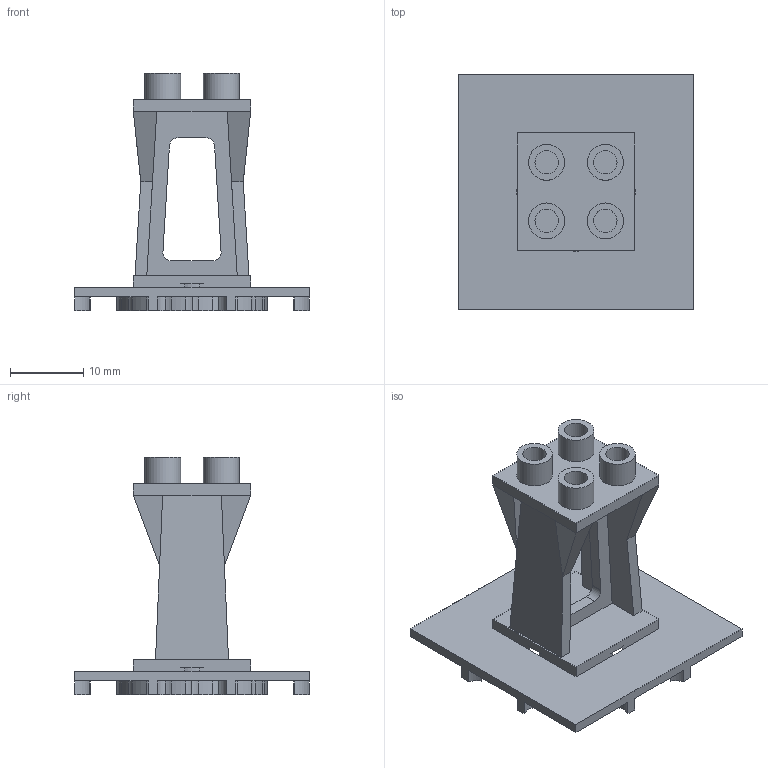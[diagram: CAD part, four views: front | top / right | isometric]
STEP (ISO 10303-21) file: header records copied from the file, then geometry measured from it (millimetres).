
FILE_DESCRIPTION(('Open CASCADE Model'),'2;1');
FILE_NAME('Open CASCADE Shape Model','2024-12-17T14:10:32',('Author'),( 'Open CASCADE'),'Open CASCADE STEP processor 7.7','Open CASCADE 7.7' ,'Unknown');
FILE_SCHEMA(('AUTOMOTIVE_DESIGN { 1 0 10303 214 1 1 1 1 }'));
Length unit declared in the file: millimetre
Products named in the file (1): Open CASCADE STEP translator 7.7 6
Bounding box: 32 x 32 x 32.4 mm (x, y, z)
Volume: 3361 mm3; surface area: 5126.7 mm2
Topology: 1 solids, 1 shells, 263 faces, 705 edges, 450 vertices
Faces by surface type: cylinder 139, plane 112, bspline 12
Full cylindrical faces by diameter (mm): 3.2 x5, 4.9 x4, 6.4 x1, 16.114 x1
Entity records: 17698 total; most frequent: CARTESIAN_POINT 4119, DIRECTION 2443, ORIENTED_EDGE 1410, PCURVE 1410, DEFINITIONAL_REPRESENTATION 1410, LINE 993, VECTOR 993, EDGE_CURVE 705
